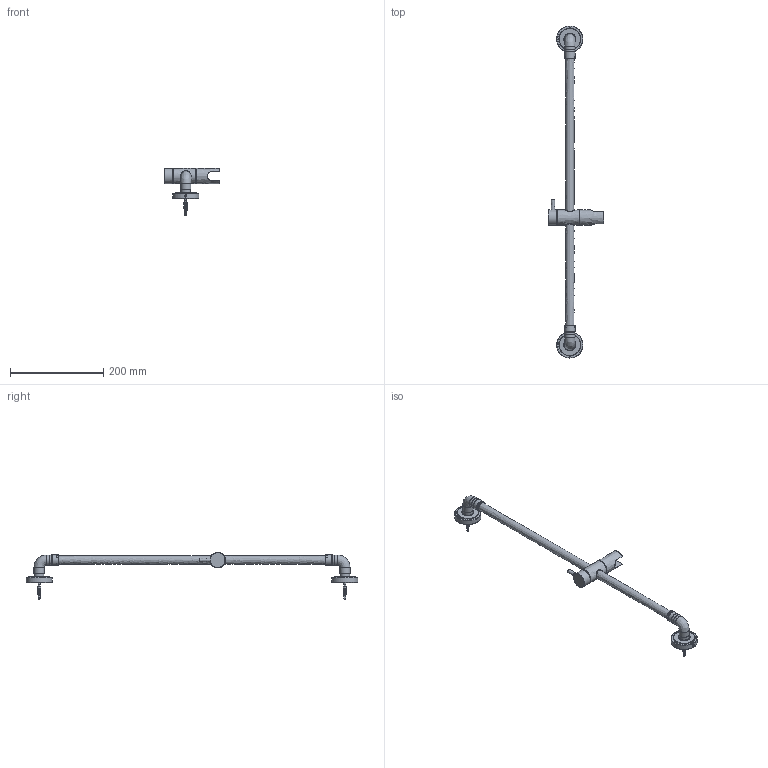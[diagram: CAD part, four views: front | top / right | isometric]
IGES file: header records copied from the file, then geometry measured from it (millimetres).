
Global section: file name: V770; native system: Autodesk Inventor 2018; preprocessor: unknown; author: adaniels; date: 20171003.150853; units: millimetre
Bounding box: 119.1 x 711 x 101.07 mm (x, y, z)
Volume: 183853.2 mm3; surface area: 126815.1 mm2
Topology: 18 solids, 18 shells, 710 faces, 2042 edges, 1397 vertices
Faces by surface type: bspline 710
